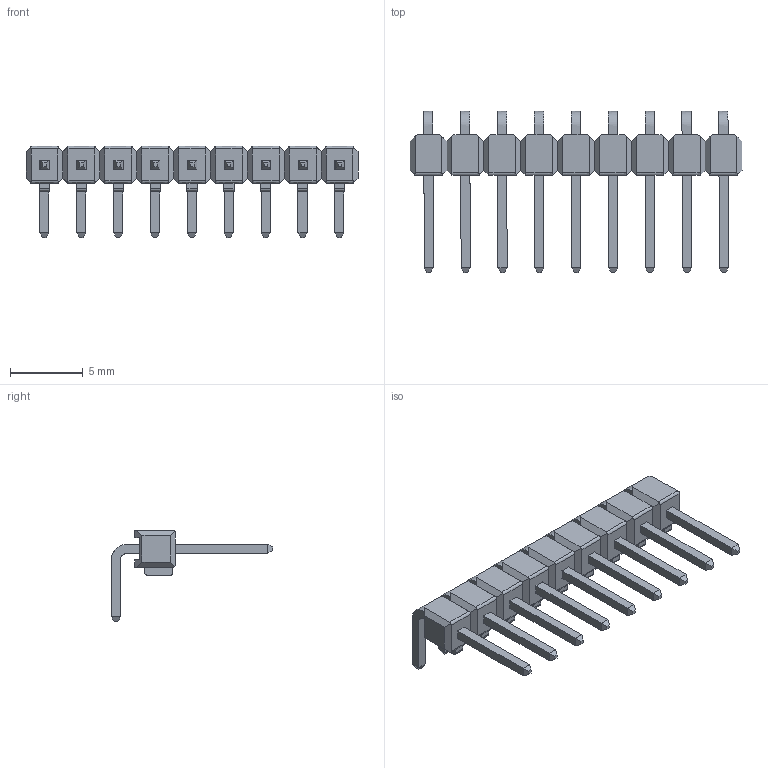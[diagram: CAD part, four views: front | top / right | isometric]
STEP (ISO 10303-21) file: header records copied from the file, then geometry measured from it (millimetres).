
FILE_DESCRIPTION(/* description */ (''),/* implementation_level */ '2;1');
FILE_NAME(/* name */ 'PI4465~1',/* time_stamp */ '2014-06-21T13:46:42+02:00',/* author */ (''),/* organization */ (''),/* preprocessor_version */ 'ST-DEVELOPER v14',/* originating_system */ '',/* authorisation */ '');
FILE_SCHEMA (('AUTOMOTIVE_DESIGN'));
Length unit declared in the file: millimetre
Products named in the file (1): Document
Bounding box: 22.87 x 11.11 x 6.29 mm (x, y, z)
Volume: 185.3 mm3; surface area: 747.9 mm2
Topology: 17 solids, 31 shells, 405 faces, 1052 edges, 697 vertices
Faces by surface type: plane 351, bspline 54
Entity records: 24320 total; most frequent: CARTESIAN_POINT 9954, B_SPLINE_CURVE_WITH_KNOTS 2772, ORIENTED_EDGE 2034, PCURVE 2034, DEFINITIONAL_REPRESENTATION 2034, SURFACE_CURVE 1045, EDGE_CURVE 1045, VERTEX_POINT 688
